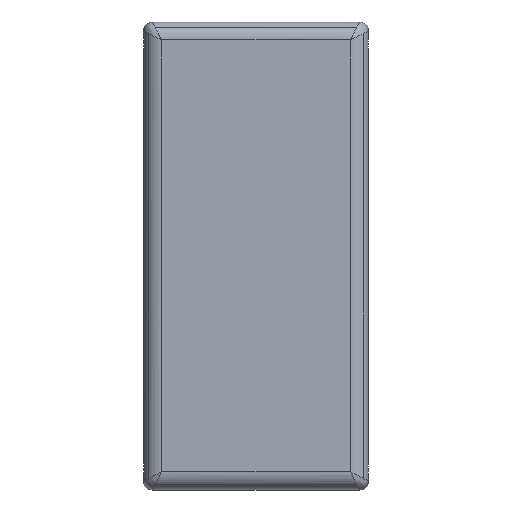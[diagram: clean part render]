
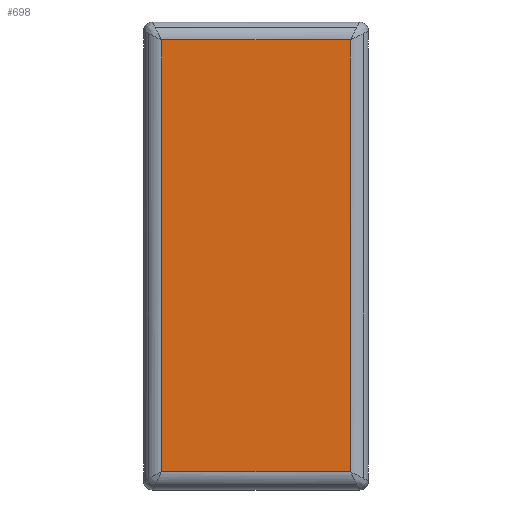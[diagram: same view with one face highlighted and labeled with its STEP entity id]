
A CAD part, top view. The second image highlights one B-rep face of the part: STEP entity #698.
In plain terms, the highlighted planar face has unit normal (0, 0, 1).
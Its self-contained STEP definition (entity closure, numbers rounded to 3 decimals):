
#213 = CARTESIAN_POINT ( 'NONE',  ( 5.25, -6.5, 3. ) ) ;
#538 = CARTESIAN_POINT ( 'NONE',  ( 5.25, -12., 3. ) ) ;
#620 = VECTOR ( 'NONE', #8739, 1000. ) ;
#698 = ADVANCED_FACE ( 'NONE', ( #1857 ), #6296, .T. ) ;
#1554 = CARTESIAN_POINT ( 'NONE',  ( 5.25, 12., 3. ) ) ;
#1560 = ORIENTED_EDGE ( 'NONE', *, *, #4034, .F. ) ;
#1641 = ORIENTED_EDGE ( 'NONE', *, *, #3937, .F. ) ;
#1857 = FACE_OUTER_BOUND ( 'NONE', #5225, .T. ) ;
#2233 = AXIS2_PLACEMENT_3D ( 'NONE', #6337, #6270, #6268 ) ;
#2294 = VECTOR ( 'NONE', #8829, 1000. ) ;
#2830 = LINE ( 'NONE', #8472, #620 ) ;
#3264 = LINE ( 'NONE', #6713, #4971 ) ;
#3830 = EDGE_CURVE ( 'NONE', #6731, #8781, #4370, .T. ) ;
#3847 = CARTESIAN_POINT ( 'NONE',  ( 3.125, 12., 3. ) ) ;
#3937 = EDGE_CURVE ( 'NONE', #7307, #5415, #3264, .T. ) ;
#4034 = EDGE_CURVE ( 'NONE', #8781, #7307, #2830, .T. ) ;
#4037 = CARTESIAN_POINT ( 'NONE',  ( -5.25, 12., 3. ) ) ;
#4370 = LINE ( 'NONE', #213, #7988 ) ;
#4829 = ORIENTED_EDGE ( 'NONE', *, *, #9195, .F. ) ;
#4971 = VECTOR ( 'NONE', #7342, 1000. ) ;
#5225 = EDGE_LOOP ( 'NONE', ( #1560, #9095, #4829, #1641 ) ) ;
#5415 = VERTEX_POINT ( 'NONE', #4037 ) ;
#6100 = LINE ( 'NONE', #3847, #2294 ) ;
#6268 = DIRECTION ( 'NONE',  ( 1., 0., 0. ) ) ;
#6270 = DIRECTION ( 'NONE',  ( 0., 0., 1. ) ) ;
#6296 = PLANE ( 'NONE',  #2233 ) ;
#6337 = CARTESIAN_POINT ( 'NONE',  ( 0., 0., 3. ) ) ;
#6713 = CARTESIAN_POINT ( 'NONE',  ( -5.25, 6.5, 3. ) ) ;
#6731 = VERTEX_POINT ( 'NONE', #1554 ) ;
#6849 = CARTESIAN_POINT ( 'NONE',  ( -5.25, -12., 3. ) ) ;
#7307 = VERTEX_POINT ( 'NONE', #6849 ) ;
#7342 = DIRECTION ( 'NONE',  ( 0., 1., 0. ) ) ;
#7988 = VECTOR ( 'NONE', #8190, 1000. ) ;
#8190 = DIRECTION ( 'NONE',  ( 0., -1., 0. ) ) ;
#8472 = CARTESIAN_POINT ( 'NONE',  ( -3.125, -12., 3. ) ) ;
#8739 = DIRECTION ( 'NONE',  ( -1., 0., 0. ) ) ;
#8781 = VERTEX_POINT ( 'NONE', #538 ) ;
#8829 = DIRECTION ( 'NONE',  ( 1., 0., 0. ) ) ;
#9095 = ORIENTED_EDGE ( 'NONE', *, *, #3830, .F. ) ;
#9195 = EDGE_CURVE ( 'NONE', #5415, #6731, #6100, .T. ) ;
